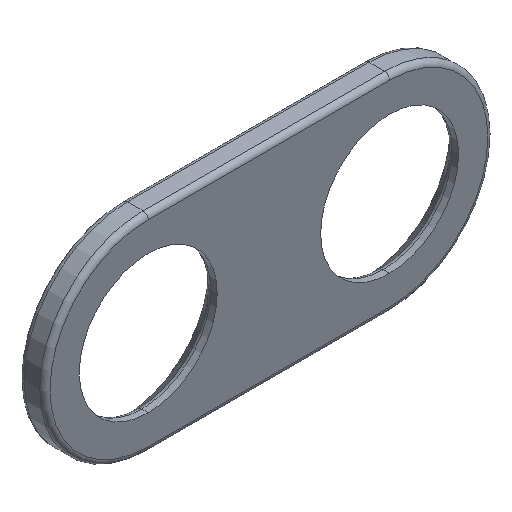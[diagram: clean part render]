
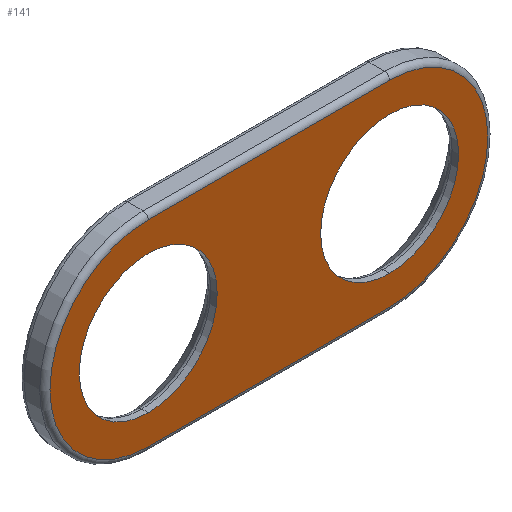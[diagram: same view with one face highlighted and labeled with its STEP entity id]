
A CAD part, isometric view. The second image highlights one B-rep face of the part: STEP entity #141.
In plain terms, the highlighted planar face has unit normal (0, -1, 0).
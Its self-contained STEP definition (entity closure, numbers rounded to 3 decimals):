
#4 = EDGE_CURVE ( 'NONE', #655, #338, #700, .T. ) ;
#19 = DIRECTION ( 'NONE',  ( 0., 0., 1. ) ) ;
#29 = CARTESIAN_POINT ( 'NONE',  ( 7., 0., 5.7 ) ) ;
#33 = DIRECTION ( 'NONE',  ( 1., 0., 0. ) ) ;
#37 = CIRCLE ( 'NONE', #854, 5.7 ) ;
#42 = DIRECTION ( 'NONE',  ( 0., 0., 1. ) ) ;
#47 = CIRCLE ( 'NONE', #470, 5.7 ) ;
#56 = VERTEX_POINT ( 'NONE', #675 ) ;
#58 = CARTESIAN_POINT ( 'NONE',  ( -7., 0., 4. ) ) ;
#73 = ORIENTED_EDGE ( 'NONE', *, *, #507, .T. ) ;
#76 = VECTOR ( 'NONE', #33, 1000. ) ;
#82 = AXIS2_PLACEMENT_3D ( 'NONE', #540, #137, #606 ) ;
#110 = LINE ( 'NONE', #796, #623 ) ;
#137 = DIRECTION ( 'NONE',  ( 0., 1., 0. ) ) ;
#139 = EDGE_CURVE ( 'NONE', #56, #419, #164, .T. ) ;
#141 = ADVANCED_FACE ( 'NONE', ( #527, #859, #683 ), #288, .F. ) ;
#164 = CIRCLE ( 'NONE', #490, 4. ) ;
#178 = CARTESIAN_POINT ( 'NONE',  ( 7., 0., 0. ) ) ;
#184 = DIRECTION ( 'NONE',  ( -1., 0., 0. ) ) ;
#192 = ORIENTED_EDGE ( 'NONE', *, *, #340, .T. ) ;
#197 = ORIENTED_EDGE ( 'NONE', *, *, #605, .T. ) ;
#236 = CARTESIAN_POINT ( 'NONE',  ( 7., 0., 0. ) ) ;
#247 = CARTESIAN_POINT ( 'NONE',  ( 7., 0., -4. ) ) ;
#250 = DIRECTION ( 'NONE',  ( 0., 0., 1. ) ) ;
#268 = DIRECTION ( 'NONE',  ( 0., 1., 0. ) ) ;
#281 = ORIENTED_EDGE ( 'NONE', *, *, #139, .T. ) ;
#288 = PLANE ( 'NONE',  #662 ) ;
#300 = ORIENTED_EDGE ( 'NONE', *, *, #4, .T. ) ;
#309 = DIRECTION ( 'NONE',  ( 0., 0., 1. ) ) ;
#338 = VERTEX_POINT ( 'NONE', #639 ) ;
#340 = EDGE_CURVE ( 'NONE', #447, #539, #47, .T. ) ;
#358 = DIRECTION ( 'NONE',  ( 0., 1., 0. ) ) ;
#394 = EDGE_LOOP ( 'NONE', ( #192, #759, #197, #651 ) ) ;
#419 = VERTEX_POINT ( 'NONE', #247 ) ;
#422 = DIRECTION ( 'NONE',  ( 0., 1., 0. ) ) ;
#434 = CARTESIAN_POINT ( 'NONE',  ( -7., 0., -5.7 ) ) ;
#442 = DIRECTION ( 'NONE',  ( 0., -1., 0. ) ) ;
#447 = VERTEX_POINT ( 'NONE', #500 ) ;
#448 = CARTESIAN_POINT ( 'NONE',  ( 7., 0., -5.7 ) ) ;
#453 = AXIS2_PLACEMENT_3D ( 'NONE', #236, #704, #309 ) ;
#469 = VERTEX_POINT ( 'NONE', #29 ) ;
#470 = AXIS2_PLACEMENT_3D ( 'NONE', #840, #442, #42 ) ;
#475 = EDGE_CURVE ( 'NONE', #539, #556, #476, .T. ) ;
#476 = LINE ( 'NONE', #434, #76 ) ;
#490 = AXIS2_PLACEMENT_3D ( 'NONE', #752, #358, #821 ) ;
#500 = CARTESIAN_POINT ( 'NONE',  ( -7., 0., 5.7 ) ) ;
#507 = EDGE_CURVE ( 'NONE', #419, #56, #787, .T. ) ;
#527 = FACE_OUTER_BOUND ( 'NONE', #394, .T. ) ;
#539 = VERTEX_POINT ( 'NONE', #574 ) ;
#540 = CARTESIAN_POINT ( 'NONE',  ( -7., 0., 0. ) ) ;
#556 = VERTEX_POINT ( 'NONE', #448 ) ;
#574 = CARTESIAN_POINT ( 'NONE',  ( -7., 0., -5.7 ) ) ;
#605 = EDGE_CURVE ( 'NONE', #556, #469, #37, .T. ) ;
#606 = DIRECTION ( 'NONE',  ( 0., 0., 1. ) ) ;
#623 = VECTOR ( 'NONE', #184, 1000. ) ;
#639 = CARTESIAN_POINT ( 'NONE',  ( -7., 0., -4. ) ) ;
#651 = ORIENTED_EDGE ( 'NONE', *, *, #739, .T. ) ;
#652 = DIRECTION ( 'NONE',  ( 0., -1., 0. ) ) ;
#655 = VERTEX_POINT ( 'NONE', #58 ) ;
#662 = AXIS2_PLACEMENT_3D ( 'NONE', #687, #422, #19 ) ;
#667 = EDGE_LOOP ( 'NONE', ( #698, #300 ) ) ;
#668 = CARTESIAN_POINT ( 'NONE',  ( -7., 0., 0. ) ) ;
#675 = CARTESIAN_POINT ( 'NONE',  ( 7., 0., 4. ) ) ;
#683 = FACE_BOUND ( 'NONE', #781, .T. ) ;
#687 = CARTESIAN_POINT ( 'NONE',  ( -7., 0., 0. ) ) ;
#698 = ORIENTED_EDGE ( 'NONE', *, *, #772, .T. ) ;
#700 = CIRCLE ( 'NONE', #82, 4. ) ;
#702 = AXIS2_PLACEMENT_3D ( 'NONE', #668, #268, #733 ) ;
#704 = DIRECTION ( 'NONE',  ( 0., 1., 0. ) ) ;
#733 = DIRECTION ( 'NONE',  ( 0., 0., 1. ) ) ;
#739 = EDGE_CURVE ( 'NONE', #469, #447, #110, .T. ) ;
#752 = CARTESIAN_POINT ( 'NONE',  ( 7., 0., 0. ) ) ;
#759 = ORIENTED_EDGE ( 'NONE', *, *, #475, .T. ) ;
#772 = EDGE_CURVE ( 'NONE', #338, #655, #777, .T. ) ;
#777 = CIRCLE ( 'NONE', #702, 4. ) ;
#781 = EDGE_LOOP ( 'NONE', ( #73, #281 ) ) ;
#787 = CIRCLE ( 'NONE', #453, 4. ) ;
#796 = CARTESIAN_POINT ( 'NONE',  ( -7., 0., 5.7 ) ) ;
#821 = DIRECTION ( 'NONE',  ( 0., 0., 1. ) ) ;
#840 = CARTESIAN_POINT ( 'NONE',  ( -7., 0., 0. ) ) ;
#854 = AXIS2_PLACEMENT_3D ( 'NONE', #178, #652, #250 ) ;
#859 = FACE_BOUND ( 'NONE', #667, .T. ) ;
